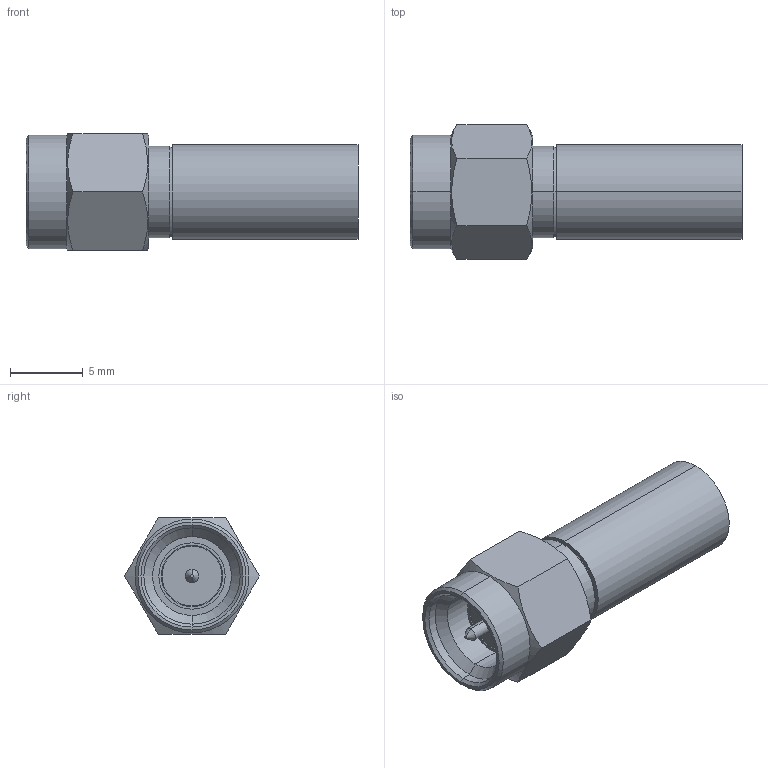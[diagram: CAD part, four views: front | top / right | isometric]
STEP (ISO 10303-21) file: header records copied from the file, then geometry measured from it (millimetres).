
FILE_DESCRIPTION (( 'STEP AP203' ), '1' );
FILE_NAME ('SMAMST.P.NI.G.XX.STEP', '2021-12-04T14:23:56', ( 'admin' ), ( '' ), 'SwSTEP 2.0', 'SolidWorks 2015', '' );
FILE_SCHEMA (( 'CONFIG_CONTROL_DESIGN' ));
Length unit declared in the file: millimetre
Products named in the file (1): SMAMST.P.NI.G.XX
Bounding box: 22.75 x 9.24 x 8 mm (x, y, z)
Volume: 539.5 mm3; surface area: 1285.2 mm2
Topology: 1 solids, 1 shells, 73 faces, 152 edges, 94 vertices
Faces by surface type: cylinder 30, cone 22, plane 21
Entity records: 2089 total; most frequent: CARTESIAN_POINT 416, DIRECTION 362, ORIENTED_EDGE 304, AXIS2_PLACEMENT_3D 152, EDGE_CURVE 152, VERTEX_POINT 94, EDGE_LOOP 86, CIRCLE 78
